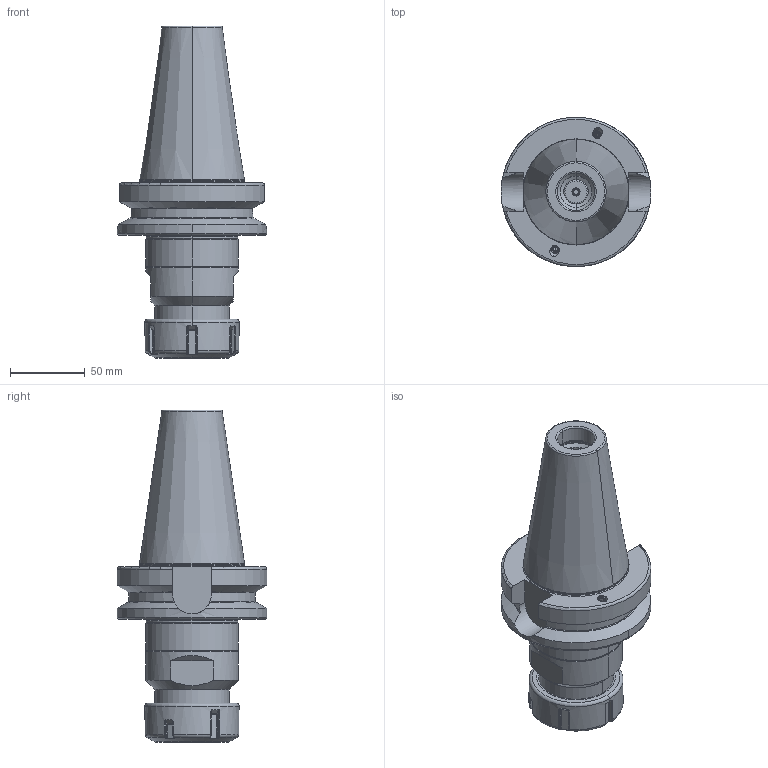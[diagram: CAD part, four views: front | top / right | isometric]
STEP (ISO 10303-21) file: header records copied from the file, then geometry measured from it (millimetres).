
FILE_DESCRIPTION((''),'2;1');
FILE_NAME('506_16_02_26','2020-11-12T',('103090'),(''),'CREO PARAMETRIC BY PTC INC, 2016260','CREO PARAMETRIC BY PTC INC, 2016260','');
FILE_SCHEMA(('CONFIG_CONTROL_DESIGN'));
Length unit declared in the file: millimetre
Products named in the file (1): 506_16_02_26
Bounding box: 100 x 100 x 221.8 mm (x, y, z)
Volume: 626993.9 mm3; surface area: 79221.2 mm2
Topology: 2 solids, 2 shells, 348 faces, 809 edges, 482 vertices
Faces by surface type: plane 89, cylinder 84, bspline 58, torus 55, cone 50, sphere 12
Entity records: 12856 total; most frequent: CARTESIAN_POINT 5350, ORIENTED_EDGE 1618, DIRECTION 1446, EDGE_CURVE 809, AXIS2_PLACEMENT_3D 580, VERTEX_POINT 482, EDGE_LOOP 367, FACE_OUTER_BOUND 348
